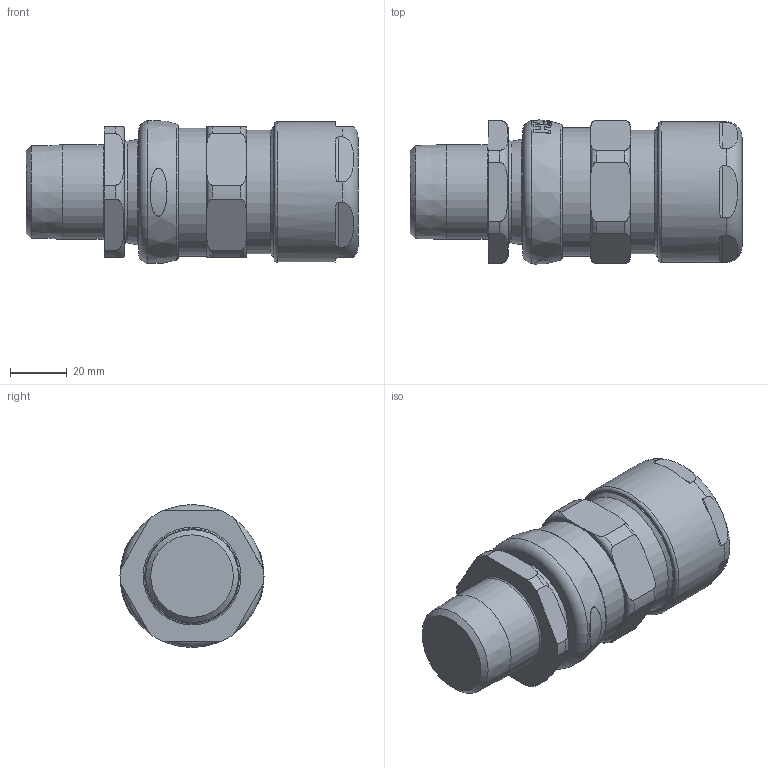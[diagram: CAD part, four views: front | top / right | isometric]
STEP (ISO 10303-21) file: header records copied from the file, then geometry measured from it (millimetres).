
FILE_DESCRIPTION(/* description */ (''),/* implementation_level */ '2;1');
FILE_NAME(/* name */ '711_X C_1_NPT.stp',/* time_stamp */ '2021-02-15T18:17:08+06:00',/* author */ ('vinaykumark'),/* organization */ (''),/* preprocessor_version */ 'ST-DEVELOPER v18',/* originating_system */ 'Autodesk Inventor 2020',/* authorisation */ '');
FILE_SCHEMA (('AUTOMOTIVE_DESIGN { 1 0 10303 214 3 1 1 }'));
Length unit declared in the file: inch
Products named in the file (1): 711_X C_1_NPT
Bounding box: 116.98 x 50.75 x 50.36 mm (x, y, z)
Volume: 273230.7 mm3; surface area: 63874.1 mm2
Topology: 11 solids, 11 shells, 908 faces, 2616 edges, 1743 vertices
Faces by surface type: plane 377, torus 174, bspline 168, cone 103, cylinder 86
Full cylindrical faces by diameter (mm): 26.3 x1, 26.5 x1, 30 x1, 30.3 x1, 33.3 x1, 33.4 x1, 33.75 x1, 33.9 x1, 36.2 x1, 36.277 x1, 37 x1, 38 x1, 38.1 x2, 38.8 x2, 41.275 x1, 43.54 x2, 44 x1, 44.4 x1, 45.15 x1, 46 x1, 49.5 x1
Entity records: 36224 total; most frequent: CARTESIAN_POINT 13288, ORIENTED_EDGE 5232, DIRECTION 3865, EDGE_CURVE 2616, VERTEX_POINT 1743, AXIS2_PLACEMENT_3D 1535, EDGE_LOOP 953, STYLED_ITEM 919
